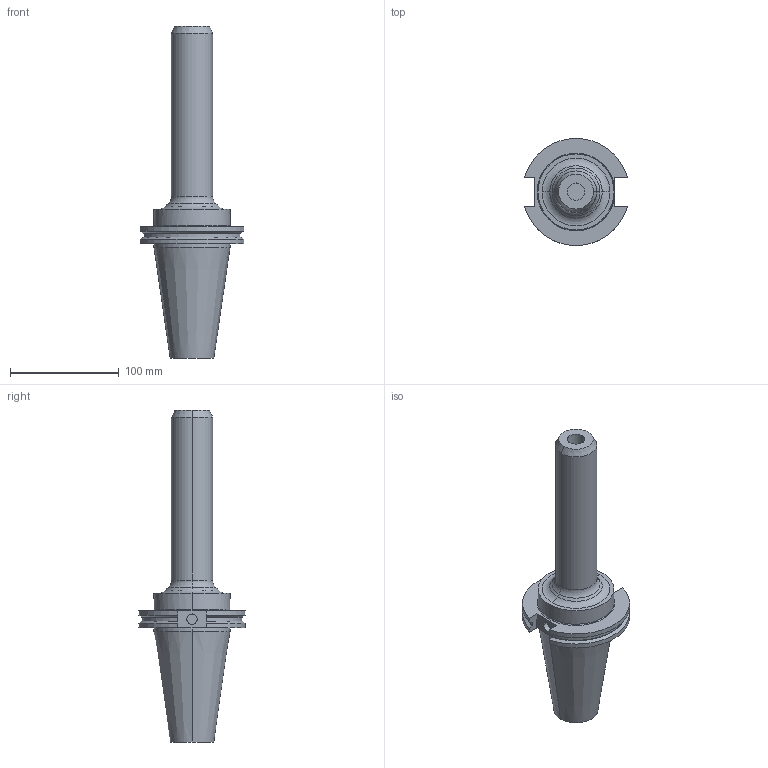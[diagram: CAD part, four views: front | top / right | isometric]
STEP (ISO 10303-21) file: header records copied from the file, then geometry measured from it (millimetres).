
FILE_DESCRIPTION (( 'STEP AP203' ), '1' );
FILE_NAME ('STP-22939-8.STEP', '2018-08-23T06:16:59', ( '' ), ( '' ), 'SwSTEP 2.0', 'SolidWorks 2015', '' );
FILE_SCHEMA (( 'CONFIG_CONTROL_DESIGN' ));
Length unit declared in the file: millimetre
Products named in the file (1): STP-22939-8
Bounding box: 94.95 x 98.05 x 304.8 mm (x, y, z)
Volume: 579545.2 mm3; surface area: 66905 mm2
Topology: 1 solids, 1 shells, 62 faces, 145 edges, 89 vertices
Faces by surface type: cylinder 22, plane 18, cone 16, torus 5, bspline 1
Entity records: 1890 total; most frequent: CARTESIAN_POINT 370, DIRECTION 324, ORIENTED_EDGE 286, EDGE_CURVE 143, AXIS2_PLACEMENT_3D 129, VERTEX_POINT 89, EDGE_LOOP 68, CIRCLE 67
